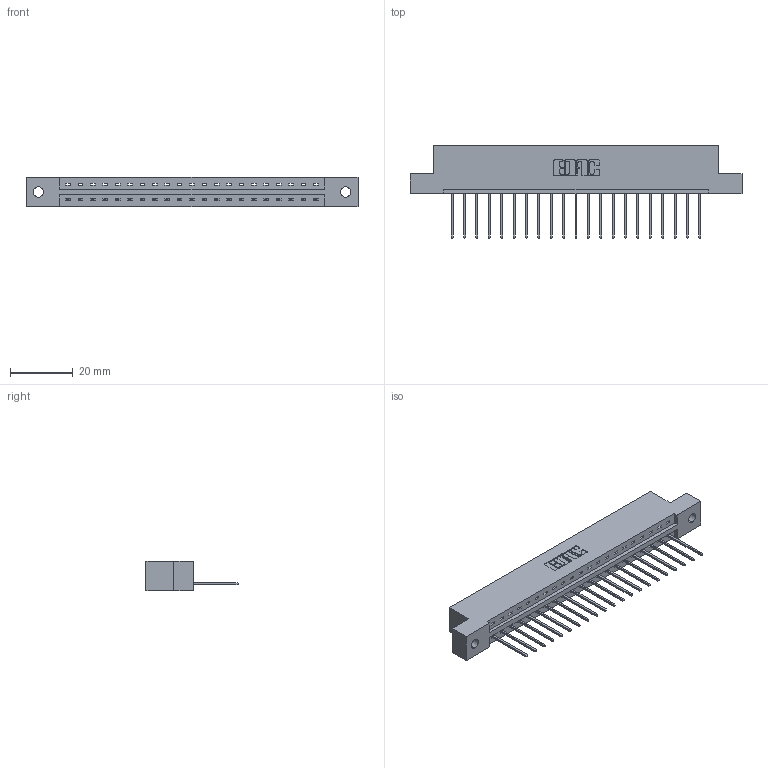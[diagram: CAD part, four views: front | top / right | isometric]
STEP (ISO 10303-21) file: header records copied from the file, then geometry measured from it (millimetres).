
FILE_DESCRIPTION (( 'STEP AP203' ), '1' );
FILE_NAME ('337-021-540-102.STEP', '2019-09-29T00:32:44', ( '' ), ( '' ), 'SwSTEP 2.0', 'SolidWorks 2016', '' );
FILE_SCHEMA (( 'CONFIG_CONTROL_DESIGN' ));
Length unit declared in the file: inch
Products named in the file (3): 337-021-540-102; 337 Part_Flush Mounting Lugs - 0.128 Dia; 345-292-001_345-293-140
Assembly tree (22 placements, depth 2):
  337-021-540-102
    337 Part_Flush Mounting Lugs - 0.128 Dia
    345-292-001_345-293-140  x21
Bounding box: 106.22 x 29.47 x 9.4 mm (x, y, z)
Volume: 10769 mm3; surface area: 10952.9 mm2
Topology: 22 solids, 22 shells, 1416 faces, 4259 edges, 2810 vertices
Faces by surface type: plane 1036, cylinder 380
Entity records: 18347 total; most frequent: CARTESIAN_POINT 3201, ORIENTED_EDGE 3158, DIRECTION 2737, EDGE_CURVE 1579, LINE 1451, VECTOR 1451, VERTEX_POINT 1050, AXIS2_PLACEMENT_3D 643
